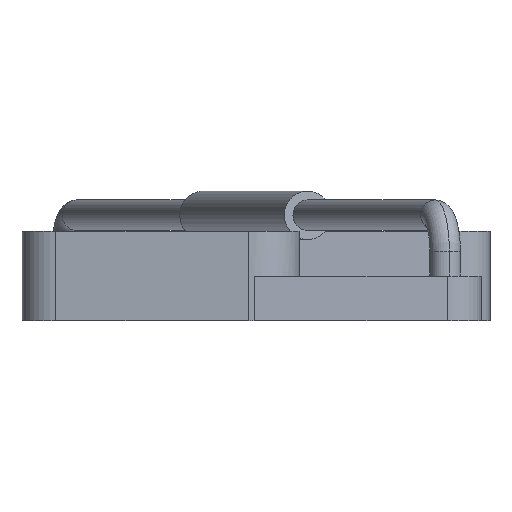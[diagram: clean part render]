
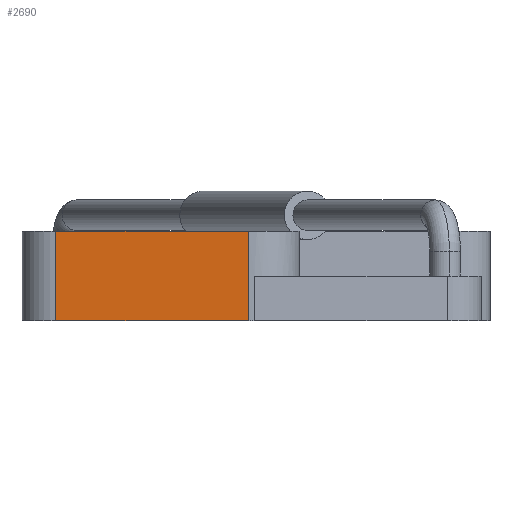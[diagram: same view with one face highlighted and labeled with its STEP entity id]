
A CAD part, front view. The second image highlights one B-rep face of the part: STEP entity #2690.
In plain terms, the highlighted planar face has unit normal (-0.062, -0.998, 0).
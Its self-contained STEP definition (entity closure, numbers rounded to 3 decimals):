
#2632=CARTESIAN_POINT('',(-34.231,-226.502,-0.021));
#2633=VERTEX_POINT('',#2632);
#2634=CARTESIAN_POINT('',(-34.231,-226.502,14.979));
#2635=VERTEX_POINT('',#2634);
#2636=CARTESIAN_POINT('',(-34.231,-226.502,-0.021));
#2637=DIRECTION('',(0.0,0.0,1.0));
#2638=VECTOR('',#2637,15.0);
#2639=LINE('',#2636,#2638);
#2640=EDGE_CURVE('',#2633,#2635,#2639,.T.);
#2660=CARTESIAN_POINT('',(-1.992,-228.498,-0.021));
#2661=DIRECTION('',(-0.062,-0.998,0.0));
#2662=DIRECTION('',(0.0,0.0,-1.0));
#2663=AXIS2_PLACEMENT_3D('',#2660,#2661,#2662);
#2664=PLANE('',#2663);
#2665=CARTESIAN_POINT('',(-1.992,-228.498,-0.021));
#2666=VERTEX_POINT('',#2665);
#2667=CARTESIAN_POINT('',(-1.992,-228.498,14.979));
#2668=VERTEX_POINT('',#2667);
#2669=CARTESIAN_POINT('',(-1.992,-228.498,-0.021));
#2670=DIRECTION('',(0.0,0.0,1.0));
#2671=VECTOR('',#2670,15.0);
#2672=LINE('',#2669,#2671);
#2673=EDGE_CURVE('',#2666,#2668,#2672,.T.);
#2674=ORIENTED_EDGE('',*,*,#2673,.T.);
#2675=CARTESIAN_POINT('',(-1.992,-228.498,14.979));
#2676=DIRECTION('',(-0.998,0.062,0.0));
#2677=VECTOR('',#2676,32.3);
#2678=LINE('',#2675,#2677);
#2679=EDGE_CURVE('',#2668,#2635,#2678,.T.);
#2680=ORIENTED_EDGE('',*,*,#2679,.T.);
#2681=ORIENTED_EDGE('',*,*,#2640,.F.);
#2682=CARTESIAN_POINT('',(-34.231,-226.502,-0.021));
#2683=DIRECTION('',(0.998,-0.062,0.0));
#2684=VECTOR('',#2683,32.3);
#2685=LINE('',#2682,#2684);
#2686=EDGE_CURVE('',#2633,#2666,#2685,.T.);
#2687=ORIENTED_EDGE('',*,*,#2686,.T.);
#2688=EDGE_LOOP('',(#2674,#2680,#2681,#2687));
#2689=FACE_OUTER_BOUND('',#2688,.T.);
#2690=ADVANCED_FACE('',(#2689),#2664,.T.);
